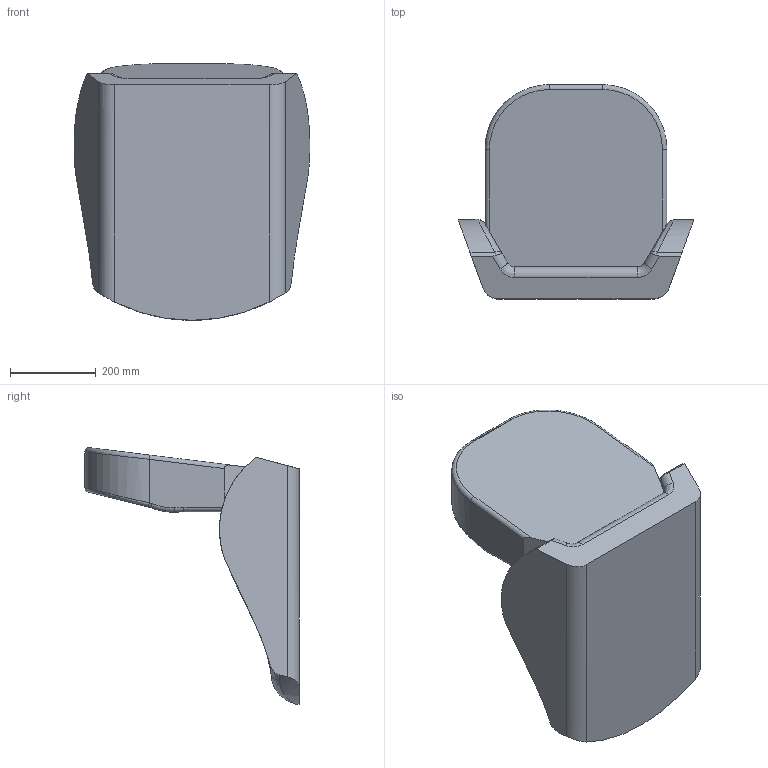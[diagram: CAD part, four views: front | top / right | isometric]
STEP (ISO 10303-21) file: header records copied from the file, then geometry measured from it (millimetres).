
FILE_DESCRIPTION(('Open CASCADE Model'),'2;1');
FILE_NAME('Open CASCADE Shape Model','2019-06-04T16:22:56',('Author'),( 'Open CASCADE'),'Open CASCADE STEP processor 7.3','Open CASCADE 7.3' ,'Unknown');
FILE_SCHEMA(('AUTOMOTIVE_DESIGN { 1 0 10303 214 1 1 1 1 }'));
Length unit declared in the file: millimetre
Products named in the file (1): Open CASCADE STEP translator 7.3 6
Bounding box: 551.06 x 500 x 599.28 mm (x, y, z)
Volume: 40643758.8 mm3; surface area: 1129638.4 mm2
Topology: 1 solids, 1 shells, 72 faces, 184 edges, 114 vertices
Faces by surface type: cylinder 27, bspline 21, plane 21, torus 3
Entity records: 11904 total; most frequent: CARTESIAN_POINT 8257, DIRECTION 417, ORIENTED_EDGE 368, PCURVE 368, DEFINITIONAL_REPRESENTATION 368, LINE 235, VECTOR 235, B_SPLINE_CURVE_WITH_KNOTS 191
